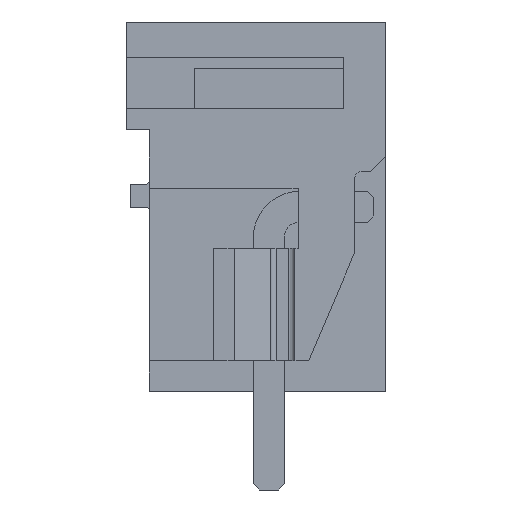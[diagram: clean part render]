
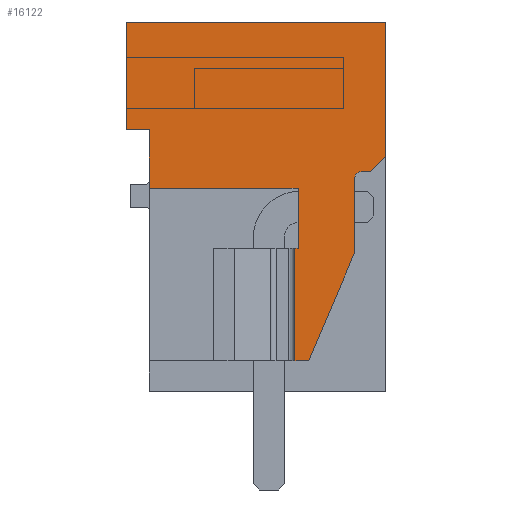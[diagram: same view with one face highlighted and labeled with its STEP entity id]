
A CAD part, left-side view. The second image highlights one B-rep face of the part: STEP entity #16122.
In plain terms, the highlighted planar face has unit normal (-1, 0, 0).
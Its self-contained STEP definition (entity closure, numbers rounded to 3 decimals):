
#16035=AXIS2_PLACEMENT_3D('Plane Axis2P3D',#16032,#16033,#16034) ;
#16088=AXIS2_PLACEMENT_3D('Circle Axis2P3D',#16086,#16087,$) ;
#63=CARTESIAN_POINT('Vertex',(0.,0.,15.2)) ;
#66=CARTESIAN_POINT('Line Origine',(0.,0.,13.023)) ;
#70=CARTESIAN_POINT('Vertex',(0.,0.,10.846)) ;
#147=CARTESIAN_POINT('Vertex',(0.,8.43,15.2)) ;
#150=CARTESIAN_POINT('Line Origine',(0.,4.215,15.2)) ;
#2687=CARTESIAN_POINT('Vertex',(0.,8.43,11.7)) ;
#2690=CARTESIAN_POINT('Line Origine',(0.,8.43,13.45)) ;
#3718=CARTESIAN_POINT('Vertex',(0.,7.68,9.8)) ;
#3721=CARTESIAN_POINT('Line Origine',(0.,7.68,10.75)) ;
#3725=CARTESIAN_POINT('Vertex',(0.,7.68,11.7)) ;
#15980=CARTESIAN_POINT('Line Origine',(0.,8.055,11.7)) ;
#16032=CARTESIAN_POINT('Axis2P3D Location',(0.,0.,0.)) ;
#16037=CARTESIAN_POINT('Line Origine',(0.,5.265,9.8)) ;
#16041=CARTESIAN_POINT('Vertex',(0.,2.85,9.8)) ;
#16044=CARTESIAN_POINT('Line Origine',(0.,2.85,8.825)) ;
#16048=CARTESIAN_POINT('Vertex',(0.,2.85,7.85)) ;
#16051=CARTESIAN_POINT('Line Origine',(0.,2.9,7.85)) ;
#16055=CARTESIAN_POINT('Vertex',(0.,2.95,7.85)) ;
#16058=CARTESIAN_POINT('Line Origine',(0.,2.95,6.025)) ;
#16062=CARTESIAN_POINT('Vertex',(0.,2.95,4.2)) ;
#16065=CARTESIAN_POINT('Line Origine',(0.,2.725,4.2)) ;
#16069=CARTESIAN_POINT('Vertex',(0.,2.5,4.2)) ;
#16072=CARTESIAN_POINT('Line Origine',(0.,1.75,5.968)) ;
#16076=CARTESIAN_POINT('Vertex',(0.,1.,7.736)) ;
#16079=CARTESIAN_POINT('Line Origine',(0.,1.,8.941)) ;
#16083=CARTESIAN_POINT('Vertex',(0.,1.,10.146)) ;
#16086=CARTESIAN_POINT('Axis2P3D Location',(0.,0.8,10.146)) ;
#16090=CARTESIAN_POINT('Vertex',(0.,0.8,10.346)) ;
#16093=CARTESIAN_POINT('Line Origine',(0.,0.65,10.346)) ;
#16097=CARTESIAN_POINT('Vertex',(0.,0.5,10.346)) ;
#16100=CARTESIAN_POINT('Line Origine',(0.,0.25,10.596)) ;
#67=DIRECTION('Vector Direction',(0.,0.,-1.)) ;
#151=DIRECTION('Vector Direction',(0.,-1.,0.)) ;
#2691=DIRECTION('Vector Direction',(0.,0.,-1.)) ;
#3722=DIRECTION('Vector Direction',(0.,0.,-1.)) ;
#15981=DIRECTION('Vector Direction',(0.,-1.,0.)) ;
#16033=DIRECTION('Axis2P3D Direction',(-1.,0.,0.)) ;
#16034=DIRECTION('Axis2P3D XDirection',(0.,0.,1.)) ;
#16038=DIRECTION('Vector Direction',(0.,1.,0.)) ;
#16045=DIRECTION('Vector Direction',(0.,0.,-1.)) ;
#16052=DIRECTION('Vector Direction',(0.,-1.,0.)) ;
#16059=DIRECTION('Vector Direction',(0.,0.,1.)) ;
#16066=DIRECTION('Vector Direction',(0.,-1.,0.)) ;
#16073=DIRECTION('Vector Direction',(0.,-0.391,0.921)) ;
#16080=DIRECTION('Vector Direction',(0.,0.,1.)) ;
#16087=DIRECTION('Axis2P3D Direction',(-1.,0.,0.)) ;
#16094=DIRECTION('Vector Direction',(0.,-1.,0.)) ;
#16101=DIRECTION('Vector Direction',(0.,-0.707,0.707)) ;
#68=VECTOR('Line Direction',#67,1.) ;
#152=VECTOR('Line Direction',#151,1.) ;
#2692=VECTOR('Line Direction',#2691,1.) ;
#3723=VECTOR('Line Direction',#3722,1.) ;
#15982=VECTOR('Line Direction',#15981,1.) ;
#16039=VECTOR('Line Direction',#16038,1.) ;
#16046=VECTOR('Line Direction',#16045,1.) ;
#16053=VECTOR('Line Direction',#16052,1.) ;
#16060=VECTOR('Line Direction',#16059,1.) ;
#16067=VECTOR('Line Direction',#16066,1.) ;
#16074=VECTOR('Line Direction',#16073,1.) ;
#16081=VECTOR('Line Direction',#16080,1.) ;
#16095=VECTOR('Line Direction',#16094,1.) ;
#16102=VECTOR('Line Direction',#16101,1.) ;
#16106=ORIENTED_EDGE('',*,*,#72,.T.) ;
#16107=ORIENTED_EDGE('',*,*,#154,.T.) ;
#16108=ORIENTED_EDGE('',*,*,#2694,.T.) ;
#16109=ORIENTED_EDGE('',*,*,#15984,.T.) ;
#16110=ORIENTED_EDGE('',*,*,#3727,.T.) ;
#16111=ORIENTED_EDGE('',*,*,#16043,.F.) ;
#16112=ORIENTED_EDGE('',*,*,#16050,.F.) ;
#16113=ORIENTED_EDGE('',*,*,#16057,.F.) ;
#16114=ORIENTED_EDGE('',*,*,#16064,.F.) ;
#16115=ORIENTED_EDGE('',*,*,#16071,.F.) ;
#16116=ORIENTED_EDGE('',*,*,#16078,.F.) ;
#16117=ORIENTED_EDGE('',*,*,#16085,.F.) ;
#16118=ORIENTED_EDGE('',*,*,#16092,.F.) ;
#16119=ORIENTED_EDGE('',*,*,#16099,.F.) ;
#16120=ORIENTED_EDGE('',*,*,#16104,.F.) ;
#16122=ADVANCED_FACE('HOUSING',(#16121),#16036,.T.) ;
#16089=CIRCLE('generated circle',#16088,0.2) ;
#72=EDGE_CURVE('',#71,#64,#69,.F.) ;
#154=EDGE_CURVE('',#64,#148,#153,.F.) ;
#2694=EDGE_CURVE('',#148,#2688,#2693,.T.) ;
#3727=EDGE_CURVE('',#3726,#3719,#3724,.T.) ;
#15984=EDGE_CURVE('',#2688,#3726,#15983,.T.) ;
#16043=EDGE_CURVE('',#16042,#3719,#16040,.T.) ;
#16050=EDGE_CURVE('',#16049,#16042,#16047,.F.) ;
#16057=EDGE_CURVE('',#16056,#16049,#16054,.T.) ;
#16064=EDGE_CURVE('',#16063,#16056,#16061,.T.) ;
#16071=EDGE_CURVE('',#16070,#16063,#16068,.F.) ;
#16078=EDGE_CURVE('',#16077,#16070,#16075,.F.) ;
#16085=EDGE_CURVE('',#16084,#16077,#16082,.F.) ;
#16092=EDGE_CURVE('',#16091,#16084,#16089,.T.) ;
#16099=EDGE_CURVE('',#16098,#16091,#16096,.F.) ;
#16104=EDGE_CURVE('',#71,#16098,#16103,.F.) ;
#16105=EDGE_LOOP('',(#16106,#16107,#16108,#16109,#16110,#16111,#16112,#16113,#16114,#16115,#16116,#16117,#16118,#16119,#16120)) ;
#16121=FACE_OUTER_BOUND('',#16105,.T.) ;
#69=LINE('Line',#66,#68) ;
#153=LINE('Line',#150,#152) ;
#2693=LINE('Line',#2690,#2692) ;
#3724=LINE('Line',#3721,#3723) ;
#15983=LINE('Line',#15980,#15982) ;
#16040=LINE('Line',#16037,#16039) ;
#16047=LINE('Line',#16044,#16046) ;
#16054=LINE('Line',#16051,#16053) ;
#16061=LINE('Line',#16058,#16060) ;
#16068=LINE('Line',#16065,#16067) ;
#16075=LINE('Line',#16072,#16074) ;
#16082=LINE('Line',#16079,#16081) ;
#16096=LINE('Line',#16093,#16095) ;
#16103=LINE('Line',#16100,#16102) ;
#16036=PLANE('',#16035) ;
#64=VERTEX_POINT('',#63) ;
#71=VERTEX_POINT('',#70) ;
#148=VERTEX_POINT('',#147) ;
#2688=VERTEX_POINT('',#2687) ;
#3719=VERTEX_POINT('',#3718) ;
#3726=VERTEX_POINT('',#3725) ;
#16042=VERTEX_POINT('',#16041) ;
#16049=VERTEX_POINT('',#16048) ;
#16056=VERTEX_POINT('',#16055) ;
#16063=VERTEX_POINT('',#16062) ;
#16070=VERTEX_POINT('',#16069) ;
#16077=VERTEX_POINT('',#16076) ;
#16084=VERTEX_POINT('',#16083) ;
#16091=VERTEX_POINT('',#16090) ;
#16098=VERTEX_POINT('',#16097) ;
